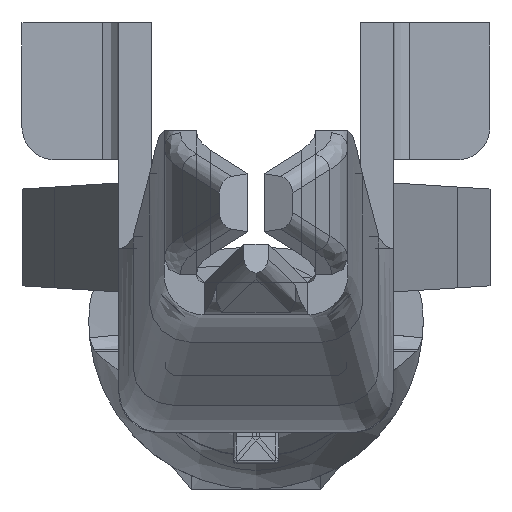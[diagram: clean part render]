
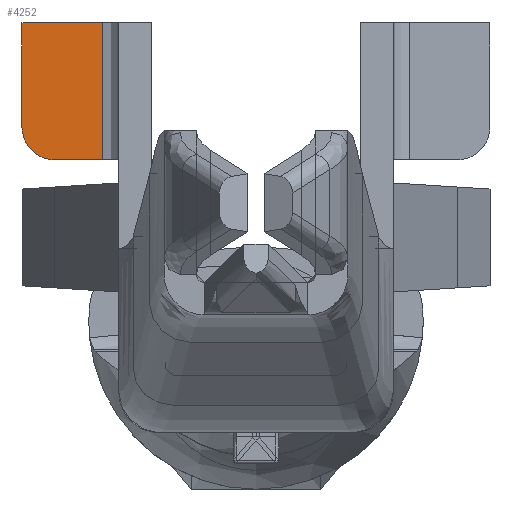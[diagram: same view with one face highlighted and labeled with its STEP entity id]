
A CAD part, left-side view. The second image highlights one B-rep face of the part: STEP entity #4252.
In plain terms, the highlighted face is planar.
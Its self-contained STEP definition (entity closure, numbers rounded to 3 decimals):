
#392=LINE('',#7579,#755);
#420=LINE('',#7670,#783);
#421=LINE('',#7674,#784);
#422=LINE('',#7678,#785);
#755=VECTOR('',#5263,1000.);
#783=VECTOR('',#5327,1000.);
#784=VECTOR('',#5332,1000.);
#785=VECTOR('',#5335,1000.);
#1001=PLANE('',#4576);
#1644=ORIENTED_EDGE('',*,*,#2757,.F.);
#1645=ORIENTED_EDGE('',*,*,#2758,.T.);
#1646=ORIENTED_EDGE('',*,*,#2759,.F.);
#1647=ORIENTED_EDGE('',*,*,#2755,.T.);
#1648=ORIENTED_EDGE('',*,*,#2715,.T.);
#2715=EDGE_CURVE('',#3275,#3274,#392,.T.);
#2755=EDGE_CURVE('',#3292,#3275,#420,.T.);
#2757=EDGE_CURVE('',#3293,#3274,#421,.T.);
#2758=EDGE_CURVE('',#3293,#3294,#3472,.F.);
#2759=EDGE_CURVE('',#3292,#3294,#422,.T.);
#3274=VERTEX_POINT('',#7578);
#3275=VERTEX_POINT('',#7580);
#3292=VERTEX_POINT('',#7671);
#3293=VERTEX_POINT('',#7675);
#3294=VERTEX_POINT('',#7677);
#3472=CIRCLE('',#4577,0.2);
#3622=EDGE_LOOP('',(#1644,#1645,#1646,#1647,#1648));
#3868=FACE_BOUND('',#3622,.T.);
#4252=ADVANCED_FACE('',(#3868),#1001,.F.);
#4576=AXIS2_PLACEMENT_3D('',#7673,#5330,#5331);
#4577=AXIS2_PLACEMENT_3D('',#7676,#5333,#5334);
#5263=DIRECTION('',(-1.,0.,0.));
#5327=DIRECTION('',(0.,0.,1.));
#5330=DIRECTION('',(0.,1.,0.));
#5331=DIRECTION('',(0.,0.,1.));
#5332=DIRECTION('',(0.,0.,1.));
#5333=DIRECTION('',(0.,1.,0.));
#5334=DIRECTION('',(0.,0.,1.));
#5335=DIRECTION('',(-1.,0.,0.));
#7578=CARTESIAN_POINT('',(-1.45,5.1,2.54));
#7579=CARTESIAN_POINT('',(-0.95,5.1,2.54));
#7580=CARTESIAN_POINT('',(-0.95,5.1,2.54));
#7670=CARTESIAN_POINT('',(-0.95,5.1,1.69));
#7671=CARTESIAN_POINT('',(-0.95,5.1,1.69));
#7673=CARTESIAN_POINT('',(-0.95,5.1,1.69));
#7674=CARTESIAN_POINT('',(-1.45,5.1,1.69));
#7675=CARTESIAN_POINT('',(-1.45,5.1,1.89));
#7676=CARTESIAN_POINT('',(-1.25,5.1,1.89));
#7677=CARTESIAN_POINT('',(-1.25,5.1,1.69));
#7678=CARTESIAN_POINT('',(-0.95,5.1,1.69));
